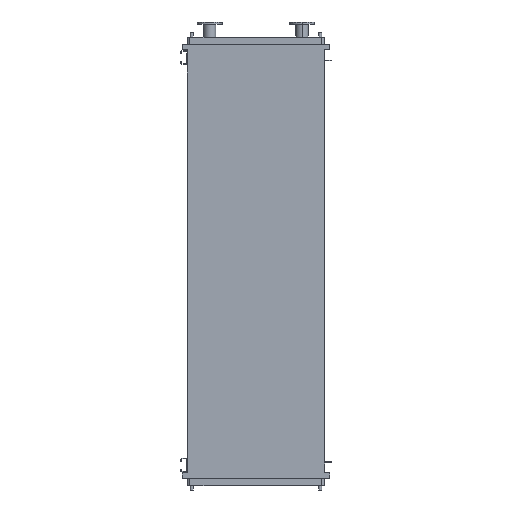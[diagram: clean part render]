
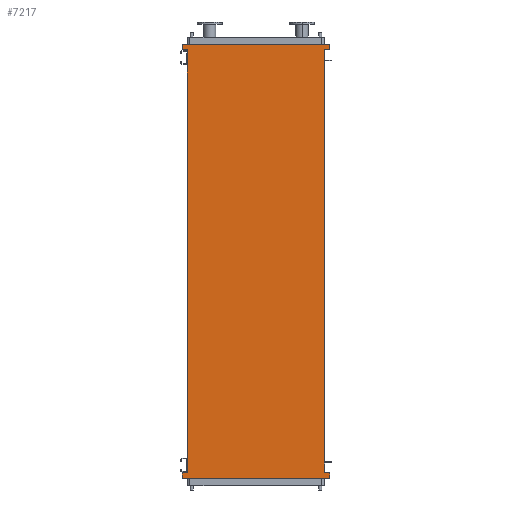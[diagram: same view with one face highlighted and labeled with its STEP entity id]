
A CAD part, front view. The second image highlights one B-rep face of the part: STEP entity #7217.
In plain terms, the highlighted planar face has unit normal (0, -1, 0).
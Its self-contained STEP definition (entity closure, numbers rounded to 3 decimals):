
#69 = LINE ( 'NONE', #11866, #10689 ) ;
#193 = EDGE_CURVE ( 'NONE', #7869, #1916, #7337, .T. ) ;
#480 = VERTEX_POINT ( 'NONE', #3349 ) ;
#565 = EDGE_CURVE ( 'NONE', #9607, #9466, #3403, .T. ) ;
#680 = EDGE_CURVE ( 'NONE', #9466, #7869, #8602, .T. ) ;
#741 = CARTESIAN_POINT ( 'NONE',  ( 651., 0., -3693. ) ) ;
#940 = LINE ( 'NONE', #741, #2883 ) ;
#1026 = EDGE_CURVE ( 'NONE', #6583, #9607, #7047, .T. ) ;
#1382 = DIRECTION ( 'NONE',  ( 1., 0., 0. ) ) ;
#1593 = VECTOR ( 'NONE', #2412, 1000. ) ;
#1674 = CARTESIAN_POINT ( 'NONE',  ( -605., 0., -3650. ) ) ;
#1705 = EDGE_LOOP ( 'NONE', ( #8441, #7911, #9330, #4155, #9937, #10110, #10206, #7990, #3712, #9836, #8221, #10323 ) ) ;
#1714 = DIRECTION ( 'NONE',  ( 0., 0., -1. ) ) ;
#1770 = CARTESIAN_POINT ( 'NONE',  ( -651., 0., 43. ) ) ;
#1916 = VERTEX_POINT ( 'NONE', #6602 ) ;
#2286 = EDGE_CURVE ( 'NONE', #11649, #2659, #69, .T. ) ;
#2409 = CARTESIAN_POINT ( 'NONE',  ( 651., 0., 95. ) ) ;
#2412 = DIRECTION ( 'NONE',  ( 0., 0., -1. ) ) ;
#2500 = CARTESIAN_POINT ( 'NONE',  ( 605., 0., -3693. ) ) ;
#2659 = VERTEX_POINT ( 'NONE', #10306 ) ;
#2873 = VECTOR ( 'NONE', #8917, 1000. ) ;
#2883 = VECTOR ( 'NONE', #1714, 1000. ) ;
#3231 = PLANE ( 'NONE',  #4278 ) ;
#3260 = VERTEX_POINT ( 'NONE', #3383 ) ;
#3349 = CARTESIAN_POINT ( 'NONE',  ( 651., 0., -3693. ) ) ;
#3383 = CARTESIAN_POINT ( 'NONE',  ( 651., 0., 43. ) ) ;
#3403 = LINE ( 'NONE', #10415, #7179 ) ;
#3507 = VECTOR ( 'NONE', #8733, 1000. ) ;
#3712 = ORIENTED_EDGE ( 'NONE', *, *, #565, .F. ) ;
#4155 = ORIENTED_EDGE ( 'NONE', *, *, #6489, .F. ) ;
#4231 = VERTEX_POINT ( 'NONE', #4402 ) ;
#4278 = AXIS2_PLACEMENT_3D ( 'NONE', #6309, #12201, #12255 ) ;
#4360 = LINE ( 'NONE', #8277, #7410 ) ;
#4402 = CARTESIAN_POINT ( 'NONE',  ( 651., 0., 95. ) ) ;
#4631 = EDGE_CURVE ( 'NONE', #480, #6583, #940, .T. ) ;
#4770 = VERTEX_POINT ( 'NONE', #8237 ) ;
#4973 = EDGE_CURVE ( 'NONE', #1916, #9856, #12559, .T. ) ;
#5338 = EDGE_CURVE ( 'NONE', #9856, #4770, #4360, .T. ) ;
#5397 = DIRECTION ( 'NONE',  ( 1., 0., 0. ) ) ;
#5602 = DIRECTION ( 'NONE',  ( 0., 0., 1. ) ) ;
#5758 = LINE ( 'NONE', #10720, #9235 ) ;
#5844 = CARTESIAN_POINT ( 'NONE',  ( -651., 0., -3693. ) ) ;
#6021 = EDGE_CURVE ( 'NONE', #11649, #480, #6540, .T. ) ;
#6099 = VECTOR ( 'NONE', #5397, 1000. ) ;
#6166 = CARTESIAN_POINT ( 'NONE',  ( -651., 0., -3745. ) ) ;
#6283 = LINE ( 'NONE', #8475, #1593 ) ;
#6309 = CARTESIAN_POINT ( 'NONE',  ( -605., 0., -3650. ) ) ;
#6489 = EDGE_CURVE ( 'NONE', #4770, #4231, #10204, .T. ) ;
#6540 = LINE ( 'NONE', #2500, #6099 ) ;
#6583 = VERTEX_POINT ( 'NONE', #8335 ) ;
#6602 = CARTESIAN_POINT ( 'NONE',  ( -605., 0., 43. ) ) ;
#6768 = DIRECTION ( 'NONE',  ( 0., 0., 1. ) ) ;
#6917 = CARTESIAN_POINT ( 'NONE',  ( -651., 0., 43. ) ) ;
#7047 = LINE ( 'NONE', #7948, #2873 ) ;
#7179 = VECTOR ( 'NONE', #9332, 1000. ) ;
#7217 = ADVANCED_FACE ( 'NONE', ( #11351 ), #3231, .T. ) ;
#7337 = LINE ( 'NONE', #1674, #11495 ) ;
#7410 = VECTOR ( 'NONE', #12223, 1000. ) ;
#7543 = EDGE_CURVE ( 'NONE', #4231, #3260, #6283, .T. ) ;
#7869 = VERTEX_POINT ( 'NONE', #9994 ) ;
#7911 = ORIENTED_EDGE ( 'NONE', *, *, #10282, .F. ) ;
#7948 = CARTESIAN_POINT ( 'NONE',  ( 651., 0., -3745. ) ) ;
#7990 = ORIENTED_EDGE ( 'NONE', *, *, #680, .F. ) ;
#8221 = ORIENTED_EDGE ( 'NONE', *, *, #4631, .F. ) ;
#8237 = CARTESIAN_POINT ( 'NONE',  ( -651., 0., 95. ) ) ;
#8277 = CARTESIAN_POINT ( 'NONE',  ( -651., 0., 95. ) ) ;
#8335 = CARTESIAN_POINT ( 'NONE',  ( 651., 0., -3745. ) ) ;
#8363 = CARTESIAN_POINT ( 'NONE',  ( 605., 0., -3693. ) ) ;
#8441 = ORIENTED_EDGE ( 'NONE', *, *, #2286, .T. ) ;
#8475 = CARTESIAN_POINT ( 'NONE',  ( 651., 0., 43. ) ) ;
#8602 = LINE ( 'NONE', #12691, #9863 ) ;
#8733 = DIRECTION ( 'NONE',  ( -1., 0., 0. ) ) ;
#8917 = DIRECTION ( 'NONE',  ( -1., 0., 0. ) ) ;
#9235 = VECTOR ( 'NONE', #9692, 1000. ) ;
#9330 = ORIENTED_EDGE ( 'NONE', *, *, #7543, .F. ) ;
#9332 = DIRECTION ( 'NONE',  ( 0., 0., 1. ) ) ;
#9466 = VERTEX_POINT ( 'NONE', #5844 ) ;
#9607 = VERTEX_POINT ( 'NONE', #6166 ) ;
#9692 = DIRECTION ( 'NONE',  ( -1., 0., 0. ) ) ;
#9836 = ORIENTED_EDGE ( 'NONE', *, *, #1026, .F. ) ;
#9856 = VERTEX_POINT ( 'NONE', #6917 ) ;
#9863 = VECTOR ( 'NONE', #10743, 1000. ) ;
#9937 = ORIENTED_EDGE ( 'NONE', *, *, #5338, .F. ) ;
#9994 = CARTESIAN_POINT ( 'NONE',  ( -605., 0., -3693. ) ) ;
#10110 = ORIENTED_EDGE ( 'NONE', *, *, #4973, .F. ) ;
#10204 = LINE ( 'NONE', #2409, #12083 ) ;
#10206 = ORIENTED_EDGE ( 'NONE', *, *, #193, .F. ) ;
#10282 = EDGE_CURVE ( 'NONE', #3260, #2659, #5758, .T. ) ;
#10306 = CARTESIAN_POINT ( 'NONE',  ( 605., 0., 43. ) ) ;
#10323 = ORIENTED_EDGE ( 'NONE', *, *, #6021, .F. ) ;
#10415 = CARTESIAN_POINT ( 'NONE',  ( -651., 0., -3745. ) ) ;
#10689 = VECTOR ( 'NONE', #6768, 1000. ) ;
#10720 = CARTESIAN_POINT ( 'NONE',  ( 605., 0., 43. ) ) ;
#10743 = DIRECTION ( 'NONE',  ( 1., 0., 0. ) ) ;
#11351 = FACE_OUTER_BOUND ( 'NONE', #1705, .T. ) ;
#11495 = VECTOR ( 'NONE', #5602, 1000. ) ;
#11649 = VERTEX_POINT ( 'NONE', #8363 ) ;
#11866 = CARTESIAN_POINT ( 'NONE',  ( 605., 0., -3650. ) ) ;
#12083 = VECTOR ( 'NONE', #1382, 1000. ) ;
#12201 = DIRECTION ( 'NONE',  ( 0., -1., 0. ) ) ;
#12223 = DIRECTION ( 'NONE',  ( 0., 0., 1. ) ) ;
#12255 = DIRECTION ( 'NONE',  ( 0., 0., -1. ) ) ;
#12559 = LINE ( 'NONE', #1770, #3507 ) ;
#12691 = CARTESIAN_POINT ( 'NONE',  ( -651., 0., -3693. ) ) ;
